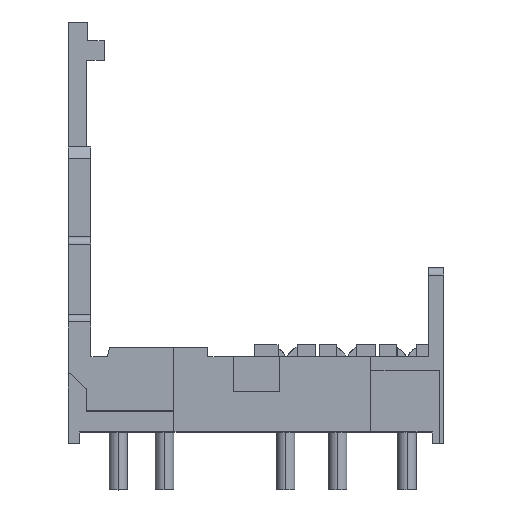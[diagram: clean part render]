
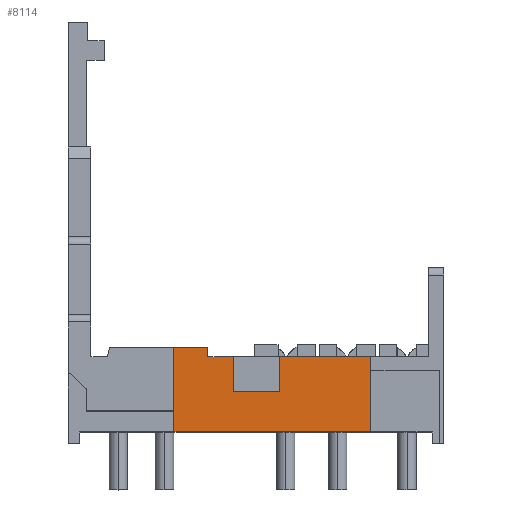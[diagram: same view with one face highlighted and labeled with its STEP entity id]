
A CAD part, top view. The second image highlights one B-rep face of the part: STEP entity #8114.
In plain terms, the highlighted planar face has unit normal (0, 0, 1).
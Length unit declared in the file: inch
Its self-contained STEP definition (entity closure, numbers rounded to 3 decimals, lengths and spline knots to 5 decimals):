
#844 = VECTOR ( 'NONE', #19050, 39.37008 ) ;
#883 = VECTOR ( 'NONE', #19046, 39.37008 ) ;
#1006 = VECTOR ( 'NONE', #19056, 39.37008 ) ;
#1040 = VECTOR ( 'NONE', #19060, 39.37008 ) ;
#1162 = VECTOR ( 'NONE', #19052, 39.37008 ) ;
#1225 = VECTOR ( 'NONE', #19044, 39.37008 ) ;
#1370 = VECTOR ( 'NONE', #19058, 39.37008 ) ;
#1557 = VECTOR ( 'NONE', #19054, 39.37008 ) ;
#1658 = VECTOR ( 'NONE', #19048, 39.37008 ) ;
#1701 = VECTOR ( 'NONE', #19042, 39.37008 ) ;
#1860 = AXIS2_PLACEMENT_3D ( 'NONE', #13778, #13774, #13772 ) ;
#7292 = EDGE_CURVE ( 'NONE', #12915, #12916, #15863, .T. ) ;
#7293 = EDGE_CURVE ( 'NONE', #12918, #12915, #15864, .T. ) ;
#7294 = EDGE_CURVE ( 'NONE', #12916, #12925, #15865, .T. ) ;
#7295 = EDGE_CURVE ( 'NONE', #12925, #12917, #15866, .T. ) ;
#7296 = EDGE_CURVE ( 'NONE', #12917, #12919, #15867, .T. ) ;
#7297 = EDGE_CURVE ( 'NONE', #12919, #12930, #15868, .T. ) ;
#7298 = EDGE_CURVE ( 'NONE', #12930, #12922, #15869, .T. ) ;
#7299 = EDGE_CURVE ( 'NONE', #12922, #12921, #15870, .T. ) ;
#7300 = EDGE_CURVE ( 'NONE', #12921, #12949, #15871, .T. ) ;
#7301 = EDGE_CURVE ( 'NONE', #12949, #12918, #15872, .T. ) ;
#8114 = ADVANCED_FACE ( 'NONE', ( #15352 ), #13776, .T. ) ;
#9627 = CARTESIAN_POINT ( 'NONE',  ( 0.53764, 0.29587, 0.5312 ) ) ;
#9642 = CARTESIAN_POINT ( 'NONE',  ( 1.09314, 0.29587, 0.5312 ) ) ;
#9643 = CARTESIAN_POINT ( 'NONE',  ( 0.78264, 0.29587, 0.5312 ) ) ;
#9644 = CARTESIAN_POINT ( 'NONE',  ( 0.62464, 0.17737, 0.5312 ) ) ;
#9645 = CARTESIAN_POINT ( 'NONE',  ( 0.62464, 0.29587, 0.5312 ) ) ;
#9646 = CARTESIAN_POINT ( 'NONE',  ( 0.53764, 0.32687, 0.5312 ) ) ;
#9647 = CARTESIAN_POINT ( 'NONE',  ( 1.09314, 0.03937, 0.5312 ) ) ;
#9650 = CARTESIAN_POINT ( 'NONE',  ( 0.78264, 0.17737, 0.5312 ) ) ;
#9651 = CARTESIAN_POINT ( 'NONE',  ( 0.42214, 0.32687, 0.5312 ) ) ;
#9851 = CARTESIAN_POINT ( 'NONE',  ( 0.42214, 0.03937, 0.5312 ) ) ;
#12915 = VERTEX_POINT ( 'NONE', #9642 ) ;
#12916 = VERTEX_POINT ( 'NONE', #9643 ) ;
#12917 = VERTEX_POINT ( 'NONE', #9644 ) ;
#12918 = VERTEX_POINT ( 'NONE', #9647 ) ;
#12919 = VERTEX_POINT ( 'NONE', #9645 ) ;
#12921 = VERTEX_POINT ( 'NONE', #9651 ) ;
#12922 = VERTEX_POINT ( 'NONE', #9646 ) ;
#12925 = VERTEX_POINT ( 'NONE', #9650 ) ;
#12930 = VERTEX_POINT ( 'NONE', #9627 ) ;
#12949 = VERTEX_POINT ( 'NONE', #9851 ) ;
#13772 = DIRECTION ( 'NONE',  ( 1., 0., 0. ) ) ;
#13774 = DIRECTION ( 'NONE',  ( 0., 0., 1. ) ) ;
#13776 = PLANE ( 'NONE',  #1860 ) ;
#13778 = CARTESIAN_POINT ( 'NONE',  ( 0.42214, 0.03937, 0.5312 ) ) ;
#13922 = EDGE_LOOP ( 'NONE', ( #23142, #23117, #23140, #23123, #23146, #23133, #23136, #23138, #23144, #23148 ) ) ;
#15352 = FACE_OUTER_BOUND ( 'NONE', #13922, .T. ) ;
#15863 = LINE ( 'NONE', #19061, #1040 ) ;
#15864 = LINE ( 'NONE', #19059, #1370 ) ;
#15865 = LINE ( 'NONE', #19057, #1006 ) ;
#15866 = LINE ( 'NONE', #19055, #1557 ) ;
#15867 = LINE ( 'NONE', #19053, #1162 ) ;
#15868 = LINE ( 'NONE', #19051, #844 ) ;
#15869 = LINE ( 'NONE', #19049, #1658 ) ;
#15870 = LINE ( 'NONE', #19047, #883 ) ;
#15871 = LINE ( 'NONE', #19045, #1225 ) ;
#15872 = LINE ( 'NONE', #19043, #1701 ) ;
#19042 = DIRECTION ( 'NONE',  ( 1., 0., 0. ) ) ;
#19043 = CARTESIAN_POINT ( 'NONE',  ( 0.75764, 0.03937, 0.5312 ) ) ;
#19044 = DIRECTION ( 'NONE',  ( 0., -1., 0. ) ) ;
#19045 = CARTESIAN_POINT ( 'NONE',  ( 0.42214, 0.18312, 0.5312 ) ) ;
#19046 = DIRECTION ( 'NONE',  ( -1., 0., 0. ) ) ;
#19047 = CARTESIAN_POINT ( 'NONE',  ( 0.75764, 0.32687, 0.5312 ) ) ;
#19048 = DIRECTION ( 'NONE',  ( 0., 1., 0. ) ) ;
#19049 = CARTESIAN_POINT ( 'NONE',  ( 0.53764, 0.18312, 0.5312 ) ) ;
#19050 = DIRECTION ( 'NONE',  ( -1., 0., 0. ) ) ;
#19051 = CARTESIAN_POINT ( 'NONE',  ( 0.75764, 0.29587, 0.5312 ) ) ;
#19052 = DIRECTION ( 'NONE',  ( 0., 1., 0. ) ) ;
#19053 = CARTESIAN_POINT ( 'NONE',  ( 0.62464, 0.18312, 0.5312 ) ) ;
#19054 = DIRECTION ( 'NONE',  ( -1., 0., 0. ) ) ;
#19055 = CARTESIAN_POINT ( 'NONE',  ( 0.75764, 0.17737, 0.5312 ) ) ;
#19056 = DIRECTION ( 'NONE',  ( 0., -1., 0. ) ) ;
#19057 = CARTESIAN_POINT ( 'NONE',  ( 0.78264, 0.18312, 0.5312 ) ) ;
#19058 = DIRECTION ( 'NONE',  ( 0., 1., 0. ) ) ;
#19059 = CARTESIAN_POINT ( 'NONE',  ( 1.09314, 0.18312, 0.5312 ) ) ;
#19060 = DIRECTION ( 'NONE',  ( -1., 0., 0. ) ) ;
#19061 = CARTESIAN_POINT ( 'NONE',  ( 0.75764, 0.29587, 0.5312 ) ) ;
#23117 = ORIENTED_EDGE ( 'NONE', *, *, #7292, .T. ) ;
#23123 = ORIENTED_EDGE ( 'NONE', *, *, #7295, .T. ) ;
#23133 = ORIENTED_EDGE ( 'NONE', *, *, #7297, .T. ) ;
#23136 = ORIENTED_EDGE ( 'NONE', *, *, #7298, .T. ) ;
#23138 = ORIENTED_EDGE ( 'NONE', *, *, #7299, .T. ) ;
#23140 = ORIENTED_EDGE ( 'NONE', *, *, #7294, .T. ) ;
#23142 = ORIENTED_EDGE ( 'NONE', *, *, #7293, .T. ) ;
#23144 = ORIENTED_EDGE ( 'NONE', *, *, #7300, .T. ) ;
#23146 = ORIENTED_EDGE ( 'NONE', *, *, #7296, .T. ) ;
#23148 = ORIENTED_EDGE ( 'NONE', *, *, #7301, .T. ) ;
